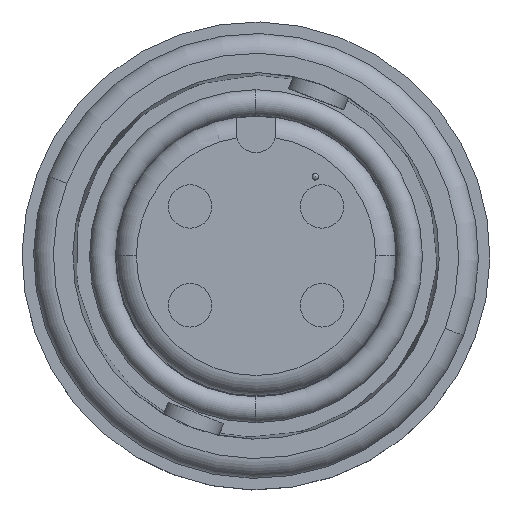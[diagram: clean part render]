
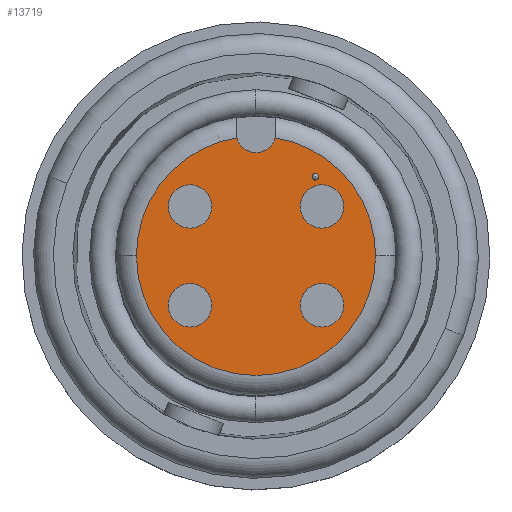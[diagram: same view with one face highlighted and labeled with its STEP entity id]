
A CAD part, top view. The second image highlights one B-rep face of the part: STEP entity #13719.
In plain terms, the highlighted planar face has unit normal (0, 0, 1).
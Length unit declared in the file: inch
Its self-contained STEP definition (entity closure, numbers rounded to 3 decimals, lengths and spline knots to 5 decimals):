
#28 = CIRCLE ( 'NONE', #14629, 0.033 ) ;
#154 = FACE_BOUND ( 'NONE', #2053, .T. ) ;
#269 = ORIENTED_EDGE ( 'NONE', *, *, #19283, .F. ) ;
#408 = EDGE_CURVE ( 'NONE', #18269, #18052, #2675, .T. ) ;
#513 = CIRCLE ( 'NONE', #19066, 0.1815 ) ;
#546 = CARTESIAN_POINT ( 'NONE',  ( 0.1, -0.075, 0.313 ) ) ;
#654 = DIRECTION ( 'NONE',  ( 1., 0., 0. ) ) ;
#1499 = CIRCLE ( 'NONE', #6496, 0.033 ) ;
#1658 = CIRCLE ( 'NONE', #14371, 0.033 ) ;
#1783 = EDGE_CURVE ( 'NONE', #17338, #11879, #6904, .T. ) ;
#1884 = VERTEX_POINT ( 'NONE', #2447 ) ;
#2053 = EDGE_LOOP ( 'NONE', ( #15033, #4463 ) ) ;
#2121 = ORIENTED_EDGE ( 'NONE', *, *, #2419, .T. ) ;
#2185 = VERTEX_POINT ( 'NONE', #6101 ) ;
#2238 = DIRECTION ( 'NONE',  ( 0., -1., 0. ) ) ;
#2419 = EDGE_CURVE ( 'NONE', #1884, #2632, #513, .T. ) ;
#2447 = CARTESIAN_POINT ( 'NONE',  ( -0.02909, 0.17915, 0.313 ) ) ;
#2619 = VERTEX_POINT ( 'NONE', #7255 ) ;
#2632 = VERTEX_POINT ( 'NONE', #17429 ) ;
#2635 = EDGE_CURVE ( 'NONE', #2632, #17338, #16385, .T. ) ;
#2667 = DIRECTION ( 'NONE',  ( 0., 0., 1. ) ) ;
#2675 = CIRCLE ( 'NONE', #3895, 0.005 ) ;
#2729 = CARTESIAN_POINT ( 'NONE',  ( 0., 0.1865, 0.313 ) ) ;
#2784 = ORIENTED_EDGE ( 'NONE', *, *, #3013, .F. ) ;
#3013 = EDGE_CURVE ( 'NONE', #13769, #2619, #3157, .T. ) ;
#3157 = CIRCLE ( 'NONE', #8752, 0.033 ) ;
#3374 = CARTESIAN_POINT ( 'NONE',  ( 0.085, 0.12, 0.313 ) ) ;
#3385 = DIRECTION ( 'NONE',  ( 0., 0., 1. ) ) ;
#3674 = AXIS2_PLACEMENT_3D ( 'NONE', #8347, #20163, #10049 ) ;
#3895 = AXIS2_PLACEMENT_3D ( 'NONE', #8388, #9328, #10955 ) ;
#4158 = FACE_BOUND ( 'NONE', #9485, .T. ) ;
#4186 = EDGE_CURVE ( 'NONE', #5853, #15525, #18985, .T. ) ;
#4449 = DIRECTION ( 'NONE',  ( 1., 0., 0. ) ) ;
#4463 = ORIENTED_EDGE ( 'NONE', *, *, #21265, .F. ) ;
#4687 = FACE_BOUND ( 'NONE', #17007, .T. ) ;
#4875 = ORIENTED_EDGE ( 'NONE', *, *, #15014, .F. ) ;
#4901 = CARTESIAN_POINT ( 'NONE',  ( -0.1, -0.108, 0.313 ) ) ;
#4971 = DIRECTION ( 'NONE',  ( 0., 0., 1. ) ) ;
#5088 = AXIS2_PLACEMENT_3D ( 'NONE', #5710, #17522, #7419 ) ;
#5417 = AXIS2_PLACEMENT_3D ( 'NONE', #15086, #4971, #16782 ) ;
#5710 = CARTESIAN_POINT ( 'NONE',  ( 0.09, 0.12, 0.313 ) ) ;
#5853 = VERTEX_POINT ( 'NONE', #12980 ) ;
#6101 = CARTESIAN_POINT ( 'NONE',  ( 0.1, 0.042, 0.313 ) ) ;
#6496 = AXIS2_PLACEMENT_3D ( 'NONE', #12802, #2667, #14491 ) ;
#6754 = DIRECTION ( 'NONE',  ( 0., 0., 1. ) ) ;
#6904 = CIRCLE ( 'NONE', #7044, 0.1815 ) ;
#7044 = AXIS2_PLACEMENT_3D ( 'NONE', #7352, #19158, #9033 ) ;
#7255 = CARTESIAN_POINT ( 'NONE',  ( -0.1, -0.042, 0.313 ) ) ;
#7352 = CARTESIAN_POINT ( 'NONE',  ( 0., 0., 0.313 ) ) ;
#7419 = DIRECTION ( 'NONE',  ( -1., 0., 0. ) ) ;
#8202 = CARTESIAN_POINT ( 'NONE',  ( 0., 0., 0.313 ) ) ;
#8327 = DIRECTION ( 'NONE',  ( 0., 0., 1. ) ) ;
#8347 = CARTESIAN_POINT ( 'NONE',  ( 0.1, -0.075, 0.313 ) ) ;
#8362 = CARTESIAN_POINT ( 'NONE',  ( -0.1, -0.075, 0.313 ) ) ;
#8388 = CARTESIAN_POINT ( 'NONE',  ( 0.09, 0.12, 0.313 ) ) ;
#8476 = ORIENTED_EDGE ( 'NONE', *, *, #408, .F. ) ;
#8619 = ORIENTED_EDGE ( 'NONE', *, *, #11946, .F. ) ;
#8647 = FACE_BOUND ( 'NONE', #15162, .T. ) ;
#8652 = CARTESIAN_POINT ( 'NONE',  ( 0.1, 0.108, 0.313 ) ) ;
#8752 = AXIS2_PLACEMENT_3D ( 'NONE', #13497, #3385, #15206 ) ;
#8810 = CARTESIAN_POINT ( 'NONE',  ( -0.1, 0.108, 0.313 ) ) ;
#8944 = ORIENTED_EDGE ( 'NONE', *, *, #14891, .F. ) ;
#9033 = DIRECTION ( 'NONE',  ( 1., 0., 0. ) ) ;
#9120 = CARTESIAN_POINT ( 'NONE',  ( 0.1815, 0., 0.313 ) ) ;
#9328 = DIRECTION ( 'NONE',  ( 0., 0., 1. ) ) ;
#9338 = ORIENTED_EDGE ( 'NONE', *, *, #11523, .F. ) ;
#9485 = EDGE_LOOP ( 'NONE', ( #8476, #8944 ) ) ;
#9532 = DIRECTION ( 'NONE',  ( 0., 0., 1. ) ) ;
#9635 = ORIENTED_EDGE ( 'NONE', *, *, #13081, .F. ) ;
#9703 = AXIS2_PLACEMENT_3D ( 'NONE', #546, #12384, #2238 ) ;
#9910 = DIRECTION ( 'NONE',  ( 0., 0., -1. ) ) ;
#9927 = CIRCLE ( 'NONE', #14143, 0.03 ) ;
#10049 = DIRECTION ( 'NONE',  ( 0., -1., 0. ) ) ;
#10061 = DIRECTION ( 'NONE',  ( 0., -1., 0. ) ) ;
#10546 = CARTESIAN_POINT ( 'NONE',  ( 0.1, -0.108, 0.313 ) ) ;
#10628 = ORIENTED_EDGE ( 'NONE', *, *, #1783, .T. ) ;
#10679 = ORIENTED_EDGE ( 'NONE', *, *, #2635, .T. ) ;
#10775 = DIRECTION ( 'NONE',  ( 0., 0., 1. ) ) ;
#10955 = DIRECTION ( 'NONE',  ( -1., 0., 0. ) ) ;
#11523 = EDGE_CURVE ( 'NONE', #15525, #5853, #11859, .T. ) ;
#11859 = CIRCLE ( 'NONE', #9703, 0.033 ) ;
#11879 = VERTEX_POINT ( 'NONE', #20030 ) ;
#11893 = ORIENTED_EDGE ( 'NONE', *, *, #4186, .F. ) ;
#11946 = EDGE_CURVE ( 'NONE', #2619, #13769, #12648, .T. ) ;
#12384 = DIRECTION ( 'NONE',  ( 0., 0., 1. ) ) ;
#12648 = CIRCLE ( 'NONE', #13809, 0.033 ) ;
#12802 = CARTESIAN_POINT ( 'NONE',  ( 0.1, 0.075, 0.313 ) ) ;
#12980 = CARTESIAN_POINT ( 'NONE',  ( 0.1, -0.042, 0.313 ) ) ;
#13081 = EDGE_CURVE ( 'NONE', #2185, #20166, #1499, .T. ) ;
#13136 = FACE_BOUND ( 'NONE', #13875, .T. ) ;
#13497 = CARTESIAN_POINT ( 'NONE',  ( -0.1, -0.075, 0.313 ) ) ;
#13719 = ADVANCED_FACE ( 'NONE', ( #154, #4687, #17622, #13136, #8647, #4158 ), #18337, .F. ) ;
#13769 = VERTEX_POINT ( 'NONE', #4901 ) ;
#13809 = AXIS2_PLACEMENT_3D ( 'NONE', #8362, #20181, #10061 ) ;
#13875 = EDGE_LOOP ( 'NONE', ( #9635, #269 ) ) ;
#14119 = AXIS2_PLACEMENT_3D ( 'NONE', #20904, #10775, #654 ) ;
#14143 = AXIS2_PLACEMENT_3D ( 'NONE', #2729, #14550, #4449 ) ;
#14371 = AXIS2_PLACEMENT_3D ( 'NONE', #18449, #8327, #20134 ) ;
#14491 = DIRECTION ( 'NONE',  ( 0., -1., 0. ) ) ;
#14550 = DIRECTION ( 'NONE',  ( 0., 0., 1. ) ) ;
#14604 = CARTESIAN_POINT ( 'NONE',  ( 0.095, 0.12, 0.313 ) ) ;
#14629 = AXIS2_PLACEMENT_3D ( 'NONE', #19649, #9532, #21360 ) ;
#14685 = AXIS2_PLACEMENT_3D ( 'NONE', #8202, #9910, #21736 ) ;
#14891 = EDGE_CURVE ( 'NONE', #18052, #18269, #20503, .T. ) ;
#15014 = EDGE_CURVE ( 'NONE', #1884, #11879, #9927, .T. ) ;
#15033 = ORIENTED_EDGE ( 'NONE', *, *, #17628, .F. ) ;
#15086 = CARTESIAN_POINT ( 'NONE',  ( -0.1, 0.075, 0.313 ) ) ;
#15162 = EDGE_LOOP ( 'NONE', ( #2784, #8619 ) ) ;
#15206 = DIRECTION ( 'NONE',  ( 0., -1., 0. ) ) ;
#15525 = VERTEX_POINT ( 'NONE', #10546 ) ;
#16385 = CIRCLE ( 'NONE', #14119, 0.1815 ) ;
#16489 = CARTESIAN_POINT ( 'NONE',  ( -0.1, 0.042, 0.313 ) ) ;
#16782 = DIRECTION ( 'NONE',  ( 0., -1., 0. ) ) ;
#16845 = CARTESIAN_POINT ( 'NONE',  ( 0., 0., 0.313 ) ) ;
#17007 = EDGE_LOOP ( 'NONE', ( #9338, #11893 ) ) ;
#17338 = VERTEX_POINT ( 'NONE', #9120 ) ;
#17429 = CARTESIAN_POINT ( 'NONE',  ( -0.1815, 0., 0.313 ) ) ;
#17522 = DIRECTION ( 'NONE',  ( 0., 0., 1. ) ) ;
#17622 = FACE_OUTER_BOUND ( 'NONE', #20127, .T. ) ;
#17628 = EDGE_CURVE ( 'NONE', #19346, #19007, #19918, .T. ) ;
#18052 = VERTEX_POINT ( 'NONE', #14604 ) ;
#18269 = VERTEX_POINT ( 'NONE', #3374 ) ;
#18337 = PLANE ( 'NONE',  #14685 ) ;
#18449 = CARTESIAN_POINT ( 'NONE',  ( -0.1, 0.075, 0.313 ) ) ;
#18552 = DIRECTION ( 'NONE',  ( 1., 0., 0. ) ) ;
#18985 = CIRCLE ( 'NONE', #3674, 0.033 ) ;
#19007 = VERTEX_POINT ( 'NONE', #8810 ) ;
#19066 = AXIS2_PLACEMENT_3D ( 'NONE', #16845, #6754, #18552 ) ;
#19158 = DIRECTION ( 'NONE',  ( 0., 0., 1. ) ) ;
#19283 = EDGE_CURVE ( 'NONE', #20166, #2185, #28, .T. ) ;
#19346 = VERTEX_POINT ( 'NONE', #16489 ) ;
#19649 = CARTESIAN_POINT ( 'NONE',  ( 0.1, 0.075, 0.313 ) ) ;
#19918 = CIRCLE ( 'NONE', #5417, 0.033 ) ;
#20030 = CARTESIAN_POINT ( 'NONE',  ( 0.02909, 0.17915, 0.313 ) ) ;
#20127 = EDGE_LOOP ( 'NONE', ( #2121, #10679, #10628, #4875 ) ) ;
#20134 = DIRECTION ( 'NONE',  ( 0., -1., 0. ) ) ;
#20163 = DIRECTION ( 'NONE',  ( 0., 0., 1. ) ) ;
#20166 = VERTEX_POINT ( 'NONE', #8652 ) ;
#20181 = DIRECTION ( 'NONE',  ( 0., 0., 1. ) ) ;
#20503 = CIRCLE ( 'NONE', #5088, 0.005 ) ;
#20904 = CARTESIAN_POINT ( 'NONE',  ( 0., 0., 0.313 ) ) ;
#21265 = EDGE_CURVE ( 'NONE', #19007, #19346, #1658, .T. ) ;
#21360 = DIRECTION ( 'NONE',  ( 0., -1., 0. ) ) ;
#21736 = DIRECTION ( 'NONE',  ( -1., 0., 0. ) ) ;
